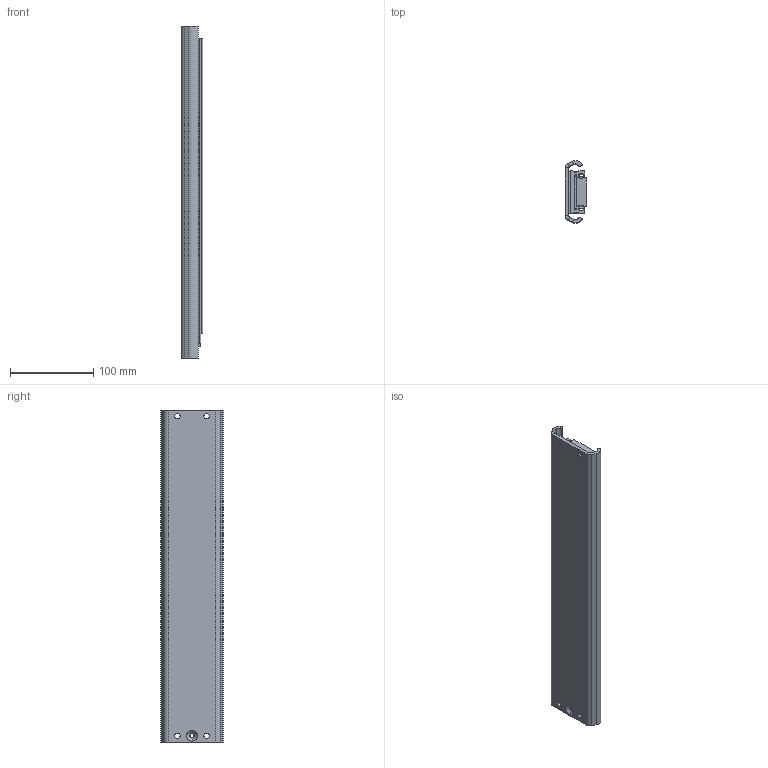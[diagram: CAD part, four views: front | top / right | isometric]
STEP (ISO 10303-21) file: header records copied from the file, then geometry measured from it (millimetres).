
FILE_DESCRIPTION (( 'STEP AP214' ), '1' );
FILE_NAME ('FR_5426.0400mm_16inch_closed.STEP', '2022-10-17T08:41:20', ( '' ), ( '' ), 'SwSTEP 2.0', 'SolidWorks 2020', '' );
FILE_SCHEMA (( 'AUTOMOTIVE_DESIGN' ));
Length unit declared in the file: millimetre
Products named in the file (9): FR_5426.0400mm_16inch_closed; FR 5426 MIDDLE STOP; 5426.XXX-01.T092_NL  400; 5426.XXX-03.T092_NL  400; FR 5426 CABINET STOP; 5426.XXX-02.T092_NL  400
Assembly tree (8 placements, depth 3):
  FR_5426.0400mm_16inch_closed
    5426.XXX-01.T092_NL  400
      5426.XXX-01.T092_NL  400
      FR 5426 CABINET STOP
    5426.XXX-02.T092_NL  400
      5426.XXX-02.T092_NL  400
      FR 5426 MIDDLE STOP
    5426.XXX-03.T092_NL  400
      5426.XXX-03.T092_NL  400
Bounding box: 26 x 74.93 x 400 mm (x, y, z)
Volume: 443551.9 mm3; surface area: 185806.6 mm2
Topology: 5 solids, 5 shells, 138 faces, 346 edges, 218 vertices
Faces by surface type: cylinder 62, plane 58, cone 18
Entity records: 4588 total; most frequent: DIRECTION 796, CARTESIAN_POINT 716, ORIENTED_EDGE 692, EDGE_CURVE 346, AXIS2_PLACEMENT_3D 298, VERTEX_POINT 218, VECTOR 200, LINE 200
